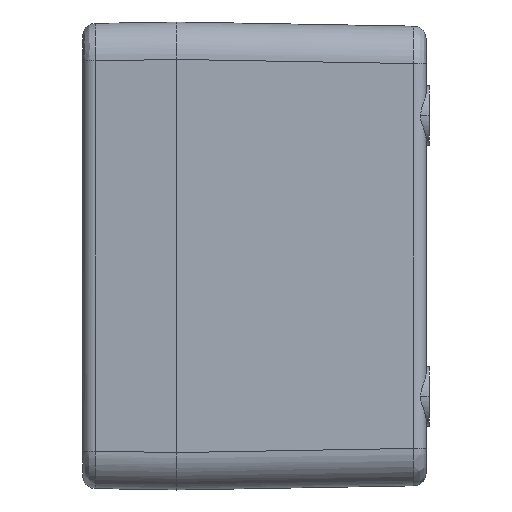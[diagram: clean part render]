
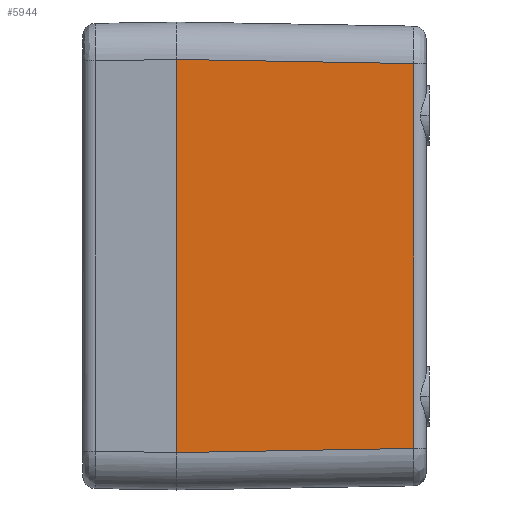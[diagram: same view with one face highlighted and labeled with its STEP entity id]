
A CAD part, left-side view. The second image highlights one B-rep face of the part: STEP entity #5944.
In plain terms, the highlighted planar face has unit normal (-1, -0.018, 0).
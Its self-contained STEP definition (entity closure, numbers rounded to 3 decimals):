
#324=CARTESIAN_POINT('',(-95.,0.,31.501));
#335=DIRECTION('',(0.,0.,-1.));
#336=VECTOR('',#335,63.002);
#337=CARTESIAN_POINT('',(-95.,0.,31.501));
#338=LINE('',#337,#336);
#348=CARTESIAN_POINT('',(-95.,0.,-31.501));
#2813=DIRECTION('',(0.,0.,1.));
#2814=VECTOR('',#2813,61.674);
#2815=CARTESIAN_POINT('',(-94.336,-38.035,
-30.837));
#2816=LINE('',#2815,#2814);
#2876=DIRECTION('',(0.017,-1.,0.017));
#2877=VECTOR('',#2876,38.046);
#2878=CARTESIAN_POINT('',(-95.,0.,-31.501));
#2879=LINE('',#2878,#2877);
#2883=DIRECTION('',(0.017,-1.,-0.017));
#2884=VECTOR('',#2883,38.046);
#2885=CARTESIAN_POINT('',(-95.,0.,31.501));
#2886=LINE('',#2885,#2884);
#2890=CARTESIAN_POINT('',(-94.336,-38.035,
-30.837));
#3000=CARTESIAN_POINT('',(-94.336,-38.035,
30.837));
#3410=VERTEX_POINT('',#324);
#3417=VERTEX_POINT('',#348);
#3458=VERTEX_POINT('',#2890);
#3477=VERTEX_POINT('',#3000);
#5931=CARTESIAN_POINT('',(-95.,0.,-41.196));
#5932=DIRECTION('',(-1.,-0.017,0.));
#5933=DIRECTION('',(0.,0.,1.));
#5934=AXIS2_PLACEMENT_3D('',#5931,#5932,#5933);
#5935=PLANE('',#5934);
#5936=ORIENTED_EDGE('',*,*,#5914,.F.);
#5938=ORIENTED_EDGE('',*,*,#5937,.F.);
#5939=ORIENTED_EDGE('',*,*,#3559,.F.);
#5941=ORIENTED_EDGE('',*,*,#5940,.T.);
#5942=EDGE_LOOP('',(#5936,#5938,#5939,#5941));
#5943=FACE_OUTER_BOUND('',#5942,.F.);
#5944=ADVANCED_FACE('',(#5943),#5935,.T.);
#3559=EDGE_CURVE('',#3410,#3417,#338,.T.);
#5914=EDGE_CURVE('',#3458,#3477,#2816,.T.);
#5937=EDGE_CURVE('',#3417,#3458,#2879,.T.);
#5940=EDGE_CURVE('',#3410,#3477,#2886,.T.);
